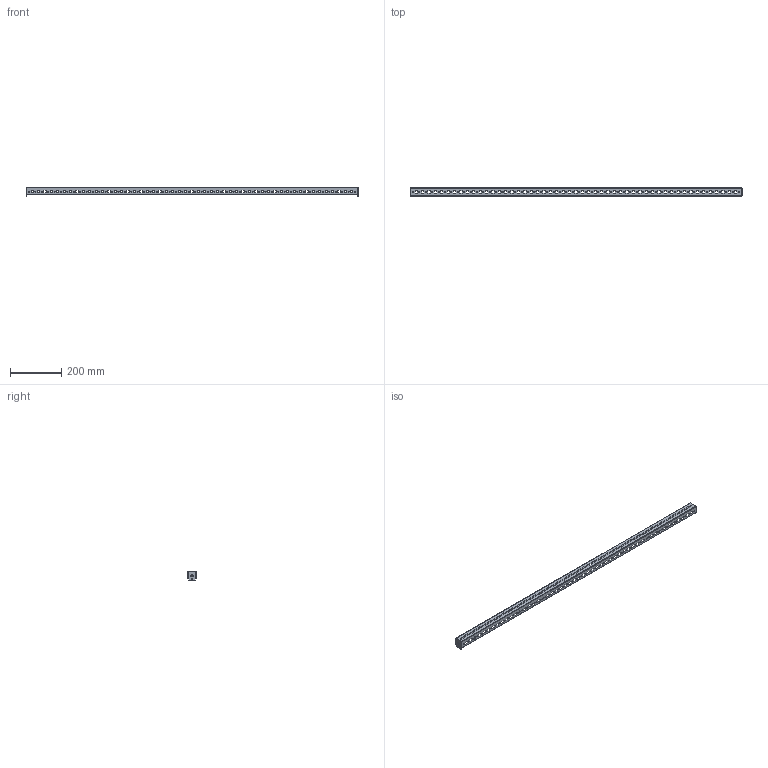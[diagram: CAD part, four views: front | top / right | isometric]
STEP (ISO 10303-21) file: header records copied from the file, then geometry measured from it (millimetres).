
FILE_DESCRIPTION (( 'STEP AP203' ), '1' );
FILE_NAME ('1400.step', '2011-01-20T13:14:25', ( 'User' ), ( 'DKC' ), 'SwSTEP 2.0', 'SolidWorks 2010', '' );
FILE_SCHEMA (( 'CONFIG_CONTROL_DESIGN' ));
Length unit declared in the file: millimetre
Products named in the file (1): 1400
Bounding box: 1299 x 34 x 38.5 mm (x, y, z)
Volume: 157033.8 mm3; surface area: 225279.7 mm2
Topology: 1 solids, 1 shells, 990 faces, 2936 edges, 1948 vertices
Faces by surface type: plane 654, cylinder 336
Entity records: 34381 total; most frequent: CARTESIAN_POINT 5875, ORIENTED_EDGE 5872, DIRECTION 5594, EDGE_CURVE 2936, LINE 2260, VECTOR 2260, VERTEX_POINT 1948, AXIS2_PLACEMENT_3D 1667
